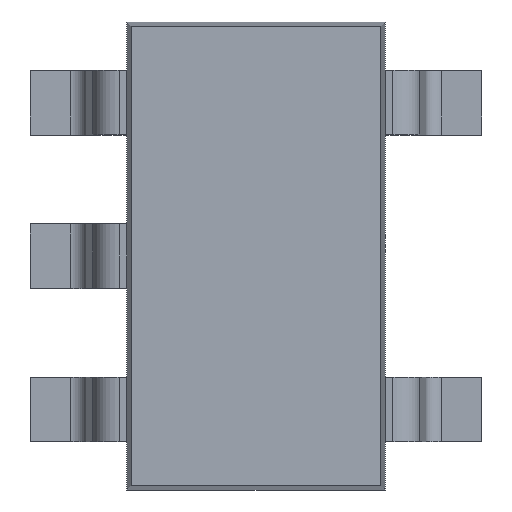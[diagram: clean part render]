
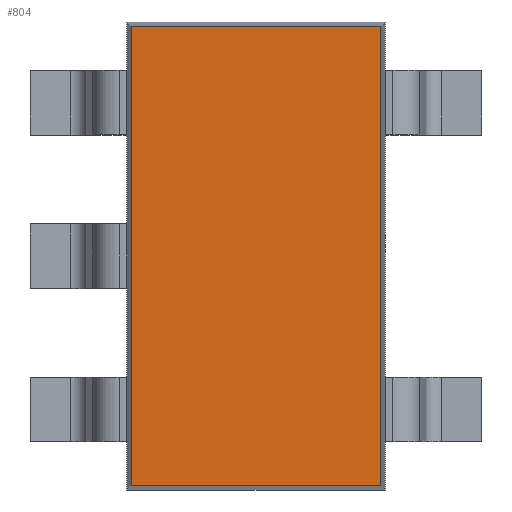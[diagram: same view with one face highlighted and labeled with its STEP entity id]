
A CAD part, top view. The second image highlights one B-rep face of the part: STEP entity #804.
In plain terms, the highlighted planar face has unit normal (0, 0, 1).
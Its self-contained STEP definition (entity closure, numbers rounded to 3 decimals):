
#453 = EDGE_LOOP ( 'NONE', ( #2168, #712, #753, #1530 ) ) ;
#489 = LINE ( 'NONE', #1135, #2111 ) ;
#515 = CARTESIAN_POINT ( 'NONE',  ( 0.8, -1.424, 1.15 ) ) ;
#657 = CARTESIAN_POINT ( 'NONE',  ( 0.774, 1.424, 1.15 ) ) ;
#703 = DIRECTION ( 'NONE',  ( 1., 0., 0. ) ) ;
#712 = ORIENTED_EDGE ( 'NONE', *, *, #1555, .T. ) ;
#753 = ORIENTED_EDGE ( 'NONE', *, *, #2300, .T. ) ;
#804 = ADVANCED_FACE ( 'NONE', ( #2014 ), #2001, .T. ) ;
#826 = EDGE_CURVE ( 'NONE', #2671, #1261, #1611, .T. ) ;
#904 = VECTOR ( 'NONE', #2629, 1000. ) ;
#971 = DIRECTION ( 'NONE',  ( 1., 0., 0. ) ) ;
#1037 = CARTESIAN_POINT ( 'NONE',  ( 0.774, -1.424, 1.15 ) ) ;
#1135 = CARTESIAN_POINT ( 'NONE',  ( 0.774, 1.45, 1.15 ) ) ;
#1205 = DIRECTION ( 'NONE',  ( 0., 0., 1. ) ) ;
#1218 = CARTESIAN_POINT ( 'NONE',  ( -0.774, 1.424, 1.15 ) ) ;
#1261 = VERTEX_POINT ( 'NONE', #1218 ) ;
#1378 = CARTESIAN_POINT ( 'NONE',  ( -0.774, -1.45, 1.15 ) ) ;
#1530 = ORIENTED_EDGE ( 'NONE', *, *, #826, .T. ) ;
#1539 = DIRECTION ( 'NONE',  ( 0., 1., 0. ) ) ;
#1555 = EDGE_CURVE ( 'NONE', #2672, #2569, #1817, .T. ) ;
#1574 = EDGE_CURVE ( 'NONE', #1261, #2672, #1760, .T. ) ;
#1596 = CARTESIAN_POINT ( 'NONE',  ( -0.8, 1.424, 1.15 ) ) ;
#1611 = LINE ( 'NONE', #1596, #2524 ) ;
#1734 = VECTOR ( 'NONE', #703, 1000. ) ;
#1760 = LINE ( 'NONE', #1378, #904 ) ;
#1811 = CARTESIAN_POINT ( 'NONE',  ( 0., 0., 1.15 ) ) ;
#1817 = LINE ( 'NONE', #515, #1734 ) ;
#2001 = PLANE ( 'NONE',  #2567 ) ;
#2014 = FACE_OUTER_BOUND ( 'NONE', #453, .T. ) ;
#2111 = VECTOR ( 'NONE', #1539, 1000. ) ;
#2160 = CARTESIAN_POINT ( 'NONE',  ( -0.774, -1.424, 1.15 ) ) ;
#2168 = ORIENTED_EDGE ( 'NONE', *, *, #1574, .T. ) ;
#2300 = EDGE_CURVE ( 'NONE', #2569, #2671, #489, .T. ) ;
#2431 = DIRECTION ( 'NONE',  ( -1., 0., 0. ) ) ;
#2524 = VECTOR ( 'NONE', #2431, 1000. ) ;
#2567 = AXIS2_PLACEMENT_3D ( 'NONE', #1811, #1205, #971 ) ;
#2569 = VERTEX_POINT ( 'NONE', #1037 ) ;
#2629 = DIRECTION ( 'NONE',  ( 0., -1., 0. ) ) ;
#2671 = VERTEX_POINT ( 'NONE', #657 ) ;
#2672 = VERTEX_POINT ( 'NONE', #2160 ) ;
